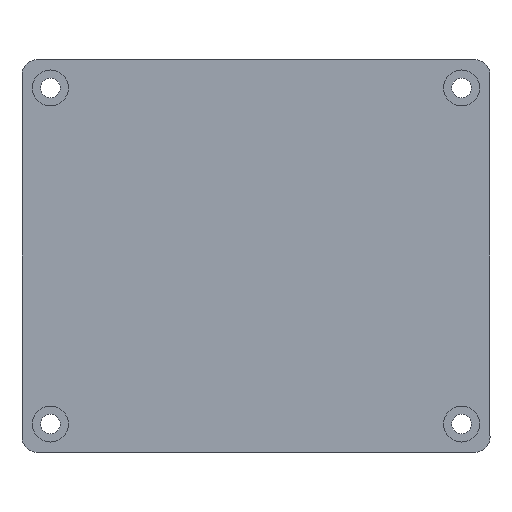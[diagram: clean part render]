
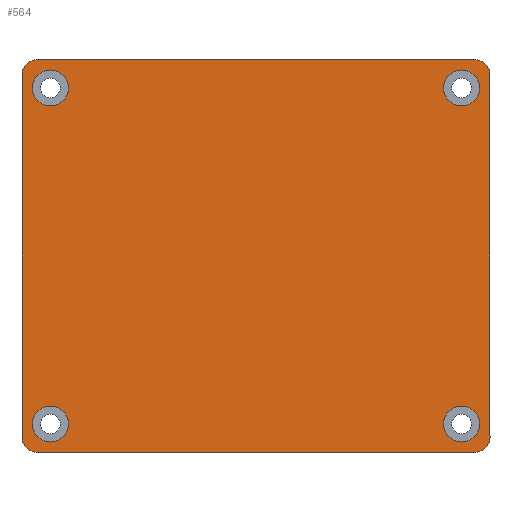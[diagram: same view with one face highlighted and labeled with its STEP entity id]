
A CAD part, front view. The second image highlights one B-rep face of the part: STEP entity #564.
In plain terms, the highlighted planar face has unit normal (0, -1, 0).
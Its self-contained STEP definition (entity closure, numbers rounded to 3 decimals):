
#28=FACE_BOUND('',#163,.T.);
#29=FACE_BOUND('',#164,.T.);
#30=FACE_BOUND('',#165,.T.);
#31=FACE_BOUND('',#166,.T.);
#32=CIRCLE('',#585,2.75);
#35=CIRCLE('',#590,2.75);
#38=CIRCLE('',#595,2.75);
#41=CIRCLE('',#600,2.75);
#57=CIRCLE('',#631,2.35);
#59=CIRCLE('',#635,2.35);
#61=CIRCLE('',#639,2.35);
#63=CIRCLE('',#643,2.35);
#114=FACE_OUTER_BOUND('',#162,.T.);
#162=EDGE_LOOP('',(#499,#500,#501,#502,#503,#504,#505,#506));
#163=EDGE_LOOP('',(#507));
#164=EDGE_LOOP('',(#508));
#165=EDGE_LOOP('',(#509));
#166=EDGE_LOOP('',(#510));
#193=LINE('',#935,#233);
#197=LINE('',#947,#237);
#201=LINE('',#959,#241);
#205=LINE('',#971,#245);
#233=VECTOR('',#774,10.);
#237=VECTOR('',#786,10.);
#241=VECTOR('',#798,10.);
#245=VECTOR('',#810,10.);
#255=VERTEX_POINT('',#849);
#258=VERTEX_POINT('',#858);
#261=VERTEX_POINT('',#867);
#264=VERTEX_POINT('',#876);
#281=VERTEX_POINT('',#932);
#282=VERTEX_POINT('',#934);
#284=VERTEX_POINT('',#940);
#286=VERTEX_POINT('',#946);
#288=VERTEX_POINT('',#952);
#290=VERTEX_POINT('',#958);
#292=VERTEX_POINT('',#964);
#294=VERTEX_POINT('',#970);
#307=EDGE_CURVE('',#255,#255,#32,.T.);
#311=EDGE_CURVE('',#258,#258,#35,.T.);
#315=EDGE_CURVE('',#261,#261,#38,.T.);
#319=EDGE_CURVE('',#264,#264,#41,.T.);
#345=EDGE_CURVE('',#282,#281,#193,.T.);
#348=EDGE_CURVE('',#284,#282,#57,.T.);
#351=EDGE_CURVE('',#286,#284,#197,.T.);
#354=EDGE_CURVE('',#288,#286,#59,.T.);
#357=EDGE_CURVE('',#290,#288,#201,.T.);
#360=EDGE_CURVE('',#292,#290,#61,.T.);
#363=EDGE_CURVE('',#294,#292,#205,.T.);
#366=EDGE_CURVE('',#281,#294,#63,.T.);
#499=ORIENTED_EDGE('',*,*,#366,.T.);
#500=ORIENTED_EDGE('',*,*,#363,.T.);
#501=ORIENTED_EDGE('',*,*,#360,.T.);
#502=ORIENTED_EDGE('',*,*,#357,.T.);
#503=ORIENTED_EDGE('',*,*,#354,.T.);
#504=ORIENTED_EDGE('',*,*,#351,.T.);
#505=ORIENTED_EDGE('',*,*,#348,.T.);
#506=ORIENTED_EDGE('',*,*,#345,.T.);
#507=ORIENTED_EDGE('',*,*,#307,.T.);
#508=ORIENTED_EDGE('',*,*,#311,.T.);
#509=ORIENTED_EDGE('',*,*,#315,.T.);
#510=ORIENTED_EDGE('',*,*,#319,.T.);
#529=PLANE('',#645);
#564=ADVANCED_FACE('',(#114,#28,#29,#30,#31),#529,.F.);
#585=AXIS2_PLACEMENT_3D('',#850,#672,#673);
#590=AXIS2_PLACEMENT_3D('',#859,#683,#684);
#595=AXIS2_PLACEMENT_3D('',#868,#694,#695);
#600=AXIS2_PLACEMENT_3D('',#877,#705,#706);
#631=AXIS2_PLACEMENT_3D('',#941,#780,#781);
#635=AXIS2_PLACEMENT_3D('',#953,#792,#793);
#639=AXIS2_PLACEMENT_3D('',#965,#804,#805);
#643=AXIS2_PLACEMENT_3D('',#975,#816,#817);
#645=AXIS2_PLACEMENT_3D('',#977,#820,#821);
#672=DIRECTION('center_axis',(0.,1.,0.));
#673=DIRECTION('ref_axis',(1.,0.,0.));
#683=DIRECTION('center_axis',(0.,1.,0.));
#684=DIRECTION('ref_axis',(1.,0.,0.));
#694=DIRECTION('center_axis',(0.,1.,0.));
#695=DIRECTION('ref_axis',(1.,0.,0.));
#705=DIRECTION('center_axis',(0.,1.,0.));
#706=DIRECTION('ref_axis',(1.,0.,0.));
#774=DIRECTION('',(0.,0.,-1.));
#780=DIRECTION('center_axis',(0.,-1.,0.));
#781=DIRECTION('ref_axis',(-1.,0.,0.));
#786=DIRECTION('',(-1.,0.,0.));
#792=DIRECTION('center_axis',(0.,-1.,0.));
#793=DIRECTION('ref_axis',(0.,0.,1.));
#798=DIRECTION('',(0.,0.,1.));
#804=DIRECTION('center_axis',(0.,-1.,0.));
#805=DIRECTION('ref_axis',(1.,0.,0.));
#810=DIRECTION('',(1.,0.,0.));
#816=DIRECTION('center_axis',(0.,-1.,0.));
#817=DIRECTION('ref_axis',(0.,0.,-1.));
#820=DIRECTION('center_axis',(0.,1.,0.));
#821=DIRECTION('ref_axis',(1.,0.,0.));
#849=CARTESIAN_POINT('',(-34.25,-1.,-25.75));
#850=CARTESIAN_POINT('Origin',(-31.5,-1.,-25.75));
#858=CARTESIAN_POINT('',(28.75,-1.,25.75));
#859=CARTESIAN_POINT('Origin',(31.5,-1.,25.75));
#867=CARTESIAN_POINT('',(-34.25,-1.,25.75));
#868=CARTESIAN_POINT('Origin',(-31.5,-1.,25.75));
#876=CARTESIAN_POINT('',(28.75,-1.,-25.75));
#877=CARTESIAN_POINT('Origin',(31.5,-1.,-25.75));
#932=CARTESIAN_POINT('',(-35.85,-1.,-27.75));
#934=CARTESIAN_POINT('',(-35.85,-1.,27.75));
#935=CARTESIAN_POINT('',(-35.85,-1.,-27.75));
#940=CARTESIAN_POINT('',(-33.5,-1.,30.1));
#941=CARTESIAN_POINT('Origin',(-33.5,-1.,27.75));
#946=CARTESIAN_POINT('',(33.5,-1.,30.1));
#947=CARTESIAN_POINT('',(-33.5,-1.,30.1));
#952=CARTESIAN_POINT('',(35.85,-1.,27.75));
#953=CARTESIAN_POINT('Origin',(33.5,-1.,27.75));
#958=CARTESIAN_POINT('',(35.85,-1.,-27.75));
#959=CARTESIAN_POINT('',(35.85,-1.,27.75));
#964=CARTESIAN_POINT('',(33.5,-1.,-30.1));
#965=CARTESIAN_POINT('Origin',(33.5,-1.,-27.75));
#970=CARTESIAN_POINT('',(-33.5,-1.,-30.1));
#971=CARTESIAN_POINT('',(33.5,-1.,-30.1));
#975=CARTESIAN_POINT('Origin',(-33.5,-1.,-27.75));
#977=CARTESIAN_POINT('Origin',(0.,-1.,0.));
